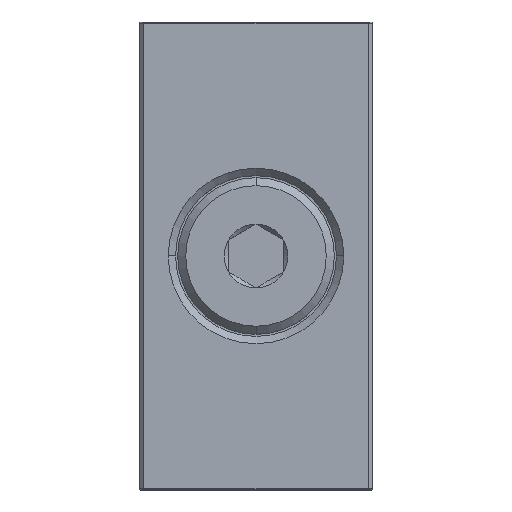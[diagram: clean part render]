
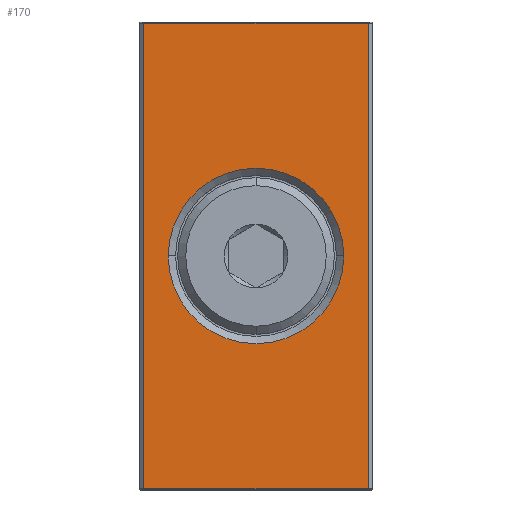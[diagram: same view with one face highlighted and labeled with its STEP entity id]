
A CAD part, top view. The second image highlights one B-rep face of the part: STEP entity #170.
In plain terms, the highlighted planar face has unit normal (0, 0, 1).
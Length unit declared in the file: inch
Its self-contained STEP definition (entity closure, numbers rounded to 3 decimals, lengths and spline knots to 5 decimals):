
#112 = LINE ( 'NONE', #5076, #5155 ) ;
#128 = ORIENTED_EDGE ( 'NONE', *, *, #920, .F. ) ;
#140 = EDGE_CURVE ( 'NONE', #4007, #420, #2645, .T. ) ;
#170 = ADVANCED_FACE ( 'NONE', ( #546, #3849 ), #4997, .F. ) ;
#304 = ORIENTED_EDGE ( 'NONE', *, *, #1249, .T. ) ;
#420 = VERTEX_POINT ( 'NONE', #2383 ) ;
#545 = ORIENTED_EDGE ( 'NONE', *, *, #1250, .F. ) ;
#546 = FACE_BOUND ( 'NONE', #3248, .T. ) ;
#909 = VERTEX_POINT ( 'NONE', #2996 ) ;
#920 = EDGE_CURVE ( 'NONE', #2549, #909, #2394, .T. ) ;
#971 = DIRECTION ( 'NONE',  ( 0., 0., -1. ) ) ;
#1206 = DIRECTION ( 'NONE',  ( 0., -1., 0. ) ) ;
#1249 = EDGE_CURVE ( 'NONE', #420, #1415, #5089, .T. ) ;
#1250 = EDGE_CURVE ( 'NONE', #4007, #1499, #2033, .T. ) ;
#1385 = CARTESIAN_POINT ( 'NONE',  ( -0.24, 0.4975, 0. ) ) ;
#1415 = VERTEX_POINT ( 'NONE', #4520 ) ;
#1499 = VERTEX_POINT ( 'NONE', #5141 ) ;
#1586 = VECTOR ( 'NONE', #4186, 39.37008 ) ;
#1665 = CARTESIAN_POINT ( 'NONE',  ( 0., 0., 0. ) ) ;
#1816 = DIRECTION ( 'NONE',  ( 0., 0., 1. ) ) ;
#1872 = ORIENTED_EDGE ( 'NONE', *, *, #140, .T. ) ;
#1904 = VECTOR ( 'NONE', #4419, 39.37008 ) ;
#2033 = LINE ( 'NONE', #4006, #1904 ) ;
#2076 = DIRECTION ( 'NONE',  ( 1., 0., 0. ) ) ;
#2264 = CARTESIAN_POINT ( 'NONE',  ( 0.24, 0.4975, 0. ) ) ;
#2344 = AXIS2_PLACEMENT_3D ( 'NONE', #4211, #1816, #4636 ) ;
#2383 = CARTESIAN_POINT ( 'NONE',  ( -0.24, 0.4975, 0. ) ) ;
#2392 = AXIS2_PLACEMENT_3D ( 'NONE', #3373, #971, #3777 ) ;
#2394 = CIRCLE ( 'NONE', #2344, 0.1875 ) ;
#2549 = VERTEX_POINT ( 'NONE', #2888 ) ;
#2645 = LINE ( 'NONE', #1385, #1586 ) ;
#2888 = CARTESIAN_POINT ( 'NONE',  ( -0.1875, 0., 0. ) ) ;
#2996 = CARTESIAN_POINT ( 'NONE',  ( 0.1875, 0., 0. ) ) ;
#3077 = DIRECTION ( 'NONE',  ( 1., 0., 0. ) ) ;
#3248 = EDGE_LOOP ( 'NONE', ( #4267, #128 ) ) ;
#3265 = EDGE_CURVE ( 'NONE', #909, #2549, #5097, .T. ) ;
#3373 = CARTESIAN_POINT ( 'NONE',  ( 0.24, 0.5, 0. ) ) ;
#3438 = CARTESIAN_POINT ( 'NONE',  ( -0.24, 0.5, 0. ) ) ;
#3458 = AXIS2_PLACEMENT_3D ( 'NONE', #1665, #4472, #2076 ) ;
#3606 = EDGE_CURVE ( 'NONE', #1415, #1499, #112, .T. ) ;
#3662 = EDGE_LOOP ( 'NONE', ( #545, #1872, #304, #3775 ) ) ;
#3775 = ORIENTED_EDGE ( 'NONE', *, *, #3606, .T. ) ;
#3777 = DIRECTION ( 'NONE',  ( -1., 0., 0. ) ) ;
#3849 = FACE_OUTER_BOUND ( 'NONE', #3662, .T. ) ;
#4006 = CARTESIAN_POINT ( 'NONE',  ( 0.24, 0.5, 0. ) ) ;
#4007 = VERTEX_POINT ( 'NONE', #2264 ) ;
#4033 = VECTOR ( 'NONE', #1206, 39.37008 ) ;
#4186 = DIRECTION ( 'NONE',  ( -1., 0., 0. ) ) ;
#4211 = CARTESIAN_POINT ( 'NONE',  ( 0., 0., 0. ) ) ;
#4267 = ORIENTED_EDGE ( 'NONE', *, *, #3265, .F. ) ;
#4419 = DIRECTION ( 'NONE',  ( 0., -1., 0. ) ) ;
#4472 = DIRECTION ( 'NONE',  ( 0., 0., 1. ) ) ;
#4520 = CARTESIAN_POINT ( 'NONE',  ( -0.24, -0.4975, 0. ) ) ;
#4636 = DIRECTION ( 'NONE',  ( 1., 0., 0. ) ) ;
#4997 = PLANE ( 'NONE',  #2392 ) ;
#5076 = CARTESIAN_POINT ( 'NONE',  ( 0.24, -0.4975, 0. ) ) ;
#5089 = LINE ( 'NONE', #3438, #4033 ) ;
#5097 = CIRCLE ( 'NONE', #3458, 0.1875 ) ;
#5141 = CARTESIAN_POINT ( 'NONE',  ( 0.24, -0.4975, 0. ) ) ;
#5155 = VECTOR ( 'NONE', #3077, 39.37008 ) ;
